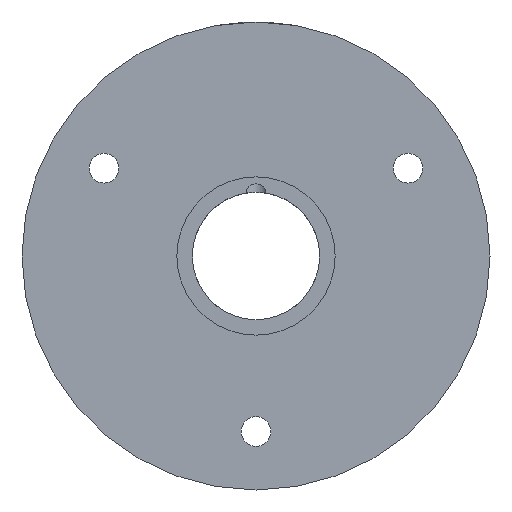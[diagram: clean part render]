
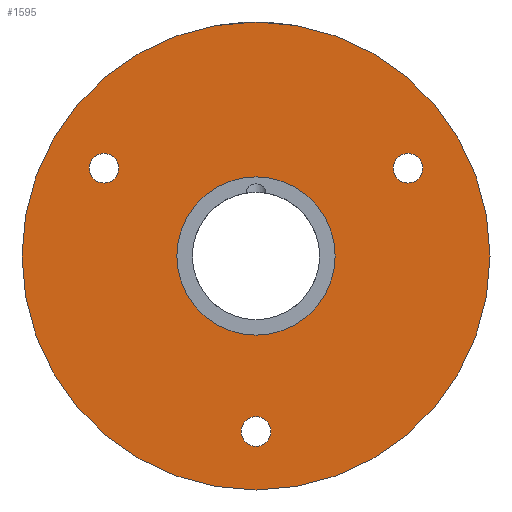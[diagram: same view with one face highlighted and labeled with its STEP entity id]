
A CAD part, front view. The second image highlights one B-rep face of the part: STEP entity #1595.
In plain terms, the highlighted planar face has unit normal (0, -1, 0).
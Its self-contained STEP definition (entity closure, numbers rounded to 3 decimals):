
#5 = ORIENTED_EDGE ( 'NONE', *, *, #1423, .T. ) ;
#41 = CIRCLE ( 'NONE', #473, 11.5 ) ;
#61 = DIRECTION ( 'NONE',  ( 0., 0., 1. ) ) ;
#76 = CIRCLE ( 'NONE', #278, 2.15 ) ;
#79 = CARTESIAN_POINT ( 'NONE',  ( 22.084, 0., 12.75 ) ) ;
#87 = VERTEX_POINT ( 'NONE', #742 ) ;
#89 = DIRECTION ( 'NONE',  ( 0., 1., 0. ) ) ;
#98 = AXIS2_PLACEMENT_3D ( 'NONE', #531, #564, #418 ) ;
#125 = CIRCLE ( 'NONE', #1316, 34. ) ;
#145 = CIRCLE ( 'NONE', #772, 2.15 ) ;
#150 = AXIS2_PLACEMENT_3D ( 'NONE', #594, #1196, #1075 ) ;
#169 = CIRCLE ( 'NONE', #392, 34. ) ;
#174 = VERTEX_POINT ( 'NONE', #951 ) ;
#182 = CARTESIAN_POINT ( 'NONE',  ( 0., 0., 0. ) ) ;
#183 = EDGE_LOOP ( 'NONE', ( #1108, #677 ) ) ;
#216 = ORIENTED_EDGE ( 'NONE', *, *, #1401, .T. ) ;
#229 = ORIENTED_EDGE ( 'NONE', *, *, #399, .T. ) ;
#247 = ORIENTED_EDGE ( 'NONE', *, *, #1314, .T. ) ;
#260 = CIRCLE ( 'NONE', #1519, 2.15 ) ;
#278 = AXIS2_PLACEMENT_3D ( 'NONE', #596, #1413, #1293 ) ;
#297 = ORIENTED_EDGE ( 'NONE', *, *, #1509, .T. ) ;
#314 = CARTESIAN_POINT ( 'NONE',  ( 22.084, 0., 14.9 ) ) ;
#325 = CARTESIAN_POINT ( 'NONE',  ( 0., 0., -11.5 ) ) ;
#342 = VERTEX_POINT ( 'NONE', #1485 ) ;
#351 = DIRECTION ( 'NONE',  ( 0., 0., 1. ) ) ;
#375 = CARTESIAN_POINT ( 'NONE',  ( -22.084, 0., 12.75 ) ) ;
#376 = VERTEX_POINT ( 'NONE', #903 ) ;
#392 = AXIS2_PLACEMENT_3D ( 'NONE', #695, #1523, #1172 ) ;
#399 = EDGE_CURVE ( 'NONE', #1187, #376, #823, .T. ) ;
#418 = DIRECTION ( 'NONE',  ( 0., 0., 1. ) ) ;
#456 = EDGE_CURVE ( 'NONE', #787, #174, #145, .T. ) ;
#473 = AXIS2_PLACEMENT_3D ( 'NONE', #591, #670, #1283 ) ;
#478 = EDGE_CURVE ( 'NONE', #87, #730, #41, .T. ) ;
#486 = FACE_BOUND ( 'NONE', #970, .T. ) ;
#506 = EDGE_CURVE ( 'NONE', #969, #746, #125, .T. ) ;
#511 = CARTESIAN_POINT ( 'NONE',  ( 0., 0., 34. ) ) ;
#515 = ORIENTED_EDGE ( 'NONE', *, *, #506, .T. ) ;
#531 = CARTESIAN_POINT ( 'NONE',  ( 0., 0., 0. ) ) ;
#560 = DIRECTION ( 'NONE',  ( 0., 0., -1. ) ) ;
#564 = DIRECTION ( 'NONE',  ( 0., -1., 0. ) ) ;
#591 = CARTESIAN_POINT ( 'NONE',  ( 0., 0., 0. ) ) ;
#594 = CARTESIAN_POINT ( 'NONE',  ( 0., 0., 0. ) ) ;
#596 = CARTESIAN_POINT ( 'NONE',  ( 0., 0., -25.5 ) ) ;
#612 = FACE_BOUND ( 'NONE', #644, .T. ) ;
#640 = EDGE_CURVE ( 'NONE', #746, #969, #169, .T. ) ;
#644 = EDGE_LOOP ( 'NONE', ( #247, #1560 ) ) ;
#659 = CARTESIAN_POINT ( 'NONE',  ( 0., 0., -25.5 ) ) ;
#670 = DIRECTION ( 'NONE',  ( 0., -1., 0. ) ) ;
#677 = ORIENTED_EDGE ( 'NONE', *, *, #1080, .F. ) ;
#686 = CARTESIAN_POINT ( 'NONE',  ( -22.084, 0., 12.75 ) ) ;
#695 = CARTESIAN_POINT ( 'NONE',  ( 0., 0., 0. ) ) ;
#700 = PLANE ( 'NONE',  #150 ) ;
#702 = CARTESIAN_POINT ( 'NONE',  ( 22.084, 0., 12.75 ) ) ;
#721 = EDGE_LOOP ( 'NONE', ( #229, #297 ) ) ;
#730 = VERTEX_POINT ( 'NONE', #325 ) ;
#731 = DIRECTION ( 'NONE',  ( 0., 1., 0. ) ) ;
#735 = CARTESIAN_POINT ( 'NONE',  ( 0., 0., -34. ) ) ;
#737 = FACE_BOUND ( 'NONE', #721, .T. ) ;
#742 = CARTESIAN_POINT ( 'NONE',  ( 0., 0., 11.5 ) ) ;
#746 = VERTEX_POINT ( 'NONE', #511 ) ;
#772 = AXIS2_PLACEMENT_3D ( 'NONE', #375, #731, #351 ) ;
#787 = VERTEX_POINT ( 'NONE', #1605 ) ;
#800 = CIRCLE ( 'NONE', #98, 11.5 ) ;
#804 = DIRECTION ( 'NONE',  ( 0., 0., 1. ) ) ;
#823 = CIRCLE ( 'NONE', #1076, 2.15 ) ;
#903 = CARTESIAN_POINT ( 'NONE',  ( 0., 0., -27.65 ) ) ;
#914 = DIRECTION ( 'NONE',  ( 0., 1., 0. ) ) ;
#927 = DIRECTION ( 'NONE',  ( 0., 1., 0. ) ) ;
#951 = CARTESIAN_POINT ( 'NONE',  ( -22.084, 0., 14.9 ) ) ;
#969 = VERTEX_POINT ( 'NONE', #735 ) ;
#970 = EDGE_LOOP ( 'NONE', ( #5, #216 ) ) ;
#1032 = ORIENTED_EDGE ( 'NONE', *, *, #640, .T. ) ;
#1075 = DIRECTION ( 'NONE',  ( 0., 0., 1. ) ) ;
#1076 = AXIS2_PLACEMENT_3D ( 'NONE', #659, #1380, #1291 ) ;
#1080 = EDGE_CURVE ( 'NONE', #730, #87, #800, .T. ) ;
#1108 = ORIENTED_EDGE ( 'NONE', *, *, #478, .F. ) ;
#1148 = EDGE_LOOP ( 'NONE', ( #515, #1032 ) ) ;
#1172 = DIRECTION ( 'NONE',  ( 0., 0., -1. ) ) ;
#1174 = DIRECTION ( 'NONE',  ( 0., -1., 0. ) ) ;
#1187 = VERTEX_POINT ( 'NONE', #1270 ) ;
#1191 = FACE_BOUND ( 'NONE', #183, .T. ) ;
#1196 = DIRECTION ( 'NONE',  ( 0., 1., 0. ) ) ;
#1207 = AXIS2_PLACEMENT_3D ( 'NONE', #702, #914, #61 ) ;
#1270 = CARTESIAN_POINT ( 'NONE',  ( 0., 0., -23.35 ) ) ;
#1283 = DIRECTION ( 'NONE',  ( 0., 0., 1. ) ) ;
#1291 = DIRECTION ( 'NONE',  ( 0., 0., 1. ) ) ;
#1293 = DIRECTION ( 'NONE',  ( 0., 0., 1. ) ) ;
#1314 = EDGE_CURVE ( 'NONE', #174, #787, #260, .T. ) ;
#1316 = AXIS2_PLACEMENT_3D ( 'NONE', #182, #1174, #560 ) ;
#1339 = CIRCLE ( 'NONE', #1545, 2.15 ) ;
#1347 = DIRECTION ( 'NONE',  ( 0., 0., 1. ) ) ;
#1380 = DIRECTION ( 'NONE',  ( 0., 1., 0. ) ) ;
#1401 = EDGE_CURVE ( 'NONE', #342, #1433, #1596, .T. ) ;
#1413 = DIRECTION ( 'NONE',  ( 0., 1., 0. ) ) ;
#1423 = EDGE_CURVE ( 'NONE', #1433, #342, #1339, .T. ) ;
#1433 = VERTEX_POINT ( 'NONE', #314 ) ;
#1485 = CARTESIAN_POINT ( 'NONE',  ( 22.084, 0., 10.6 ) ) ;
#1509 = EDGE_CURVE ( 'NONE', #376, #1187, #76, .T. ) ;
#1519 = AXIS2_PLACEMENT_3D ( 'NONE', #686, #89, #1347 ) ;
#1523 = DIRECTION ( 'NONE',  ( 0., -1., 0. ) ) ;
#1545 = AXIS2_PLACEMENT_3D ( 'NONE', #79, #927, #804 ) ;
#1556 = FACE_OUTER_BOUND ( 'NONE', #1148, .T. ) ;
#1560 = ORIENTED_EDGE ( 'NONE', *, *, #456, .T. ) ;
#1595 = ADVANCED_FACE ( 'NONE', ( #612, #486, #737, #1556, #1191 ), #700, .F. ) ;
#1596 = CIRCLE ( 'NONE', #1207, 2.15 ) ;
#1605 = CARTESIAN_POINT ( 'NONE',  ( -22.084, 0., 10.6 ) ) ;
